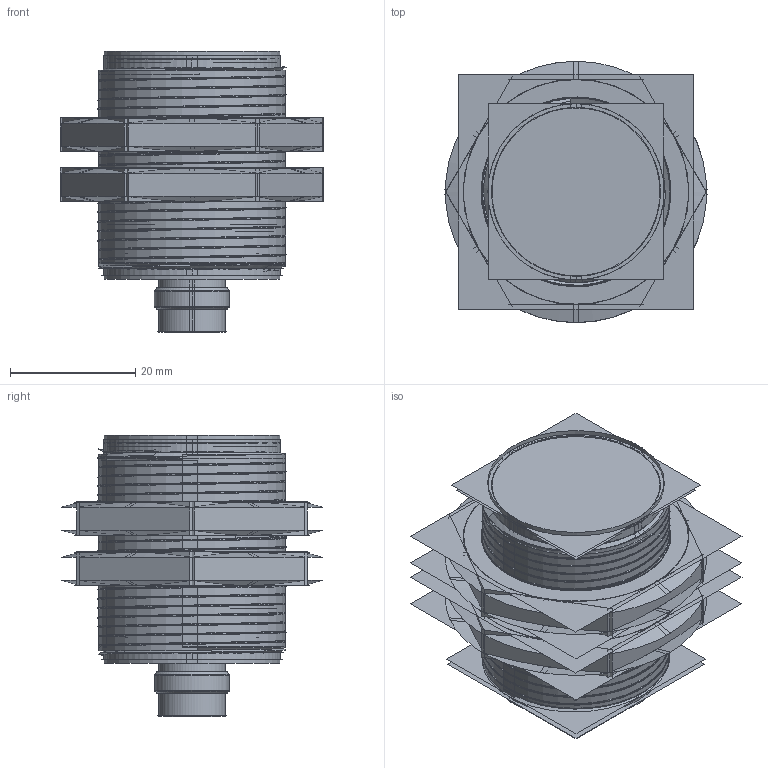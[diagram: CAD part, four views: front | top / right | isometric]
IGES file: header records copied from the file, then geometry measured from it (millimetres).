
Start section:  PTC IGES file: 210926.igs
Global section: file name: 210926.igs; native system: Creo Parametric by PTC Inc.; preprocessor: 2018300; author: pdmadmin; organization: Unknown; date: 20190319.130231; units: millimetre
Bounding box: 41.98 x 41.7 x 44.88 mm (x, y, z)
Volume: 12585.8 mm3; surface area: 177460.9 mm2
Topology: 3 solids, 6 shells, 442 faces, 2339 edges, 3016 vertices
Faces by surface type: revolution 306, bspline 136
